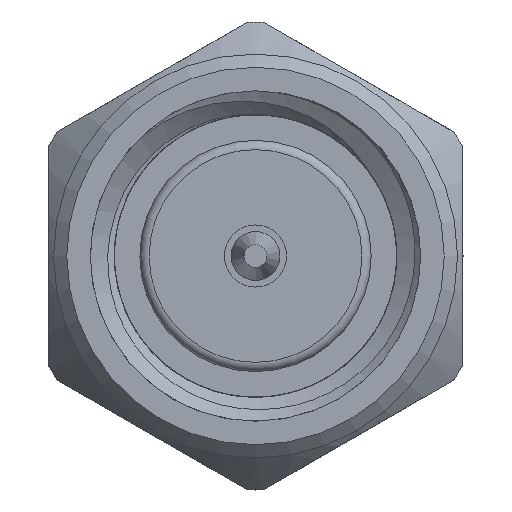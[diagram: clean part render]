
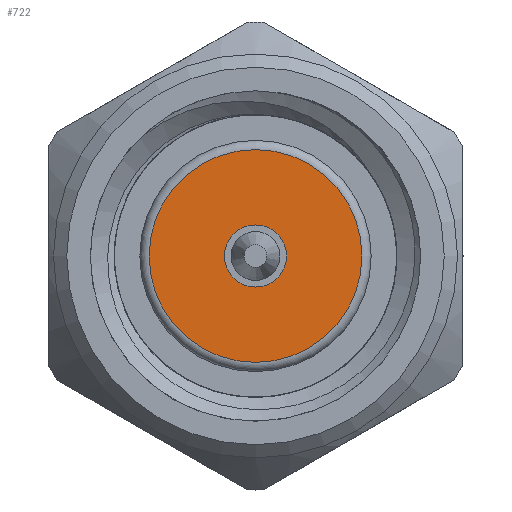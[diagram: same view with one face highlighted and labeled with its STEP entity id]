
A CAD part, left-side view. The second image highlights one B-rep face of the part: STEP entity #722.
In plain terms, the highlighted planar face has unit normal (-1, 0, 0).
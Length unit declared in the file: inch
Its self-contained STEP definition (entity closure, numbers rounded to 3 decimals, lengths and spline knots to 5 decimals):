
#106 = DIRECTION ( 'NONE',  ( 1., 0., 0. ) ) ;
#149 = DIRECTION ( 'NONE',  ( 0., 0., -1. ) ) ;
#680 = EDGE_CURVE ( 'NONE', #3683, #3683, #3929, .T. ) ;
#722 = ADVANCED_FACE ( 'NONE', ( #4008, #1289 ), #4559, .F. ) ;
#1289 = FACE_BOUND ( 'NONE', #4817, .T. ) ;
#2313 = DIRECTION ( 'NONE',  ( -1., 0., 0. ) ) ;
#2755 = AXIS2_PLACEMENT_3D ( 'NONE', #4119, #2313, #2776 ) ;
#2776 = DIRECTION ( 'NONE',  ( 0., 0., -1. ) ) ;
#3095 = EDGE_LOOP ( 'NONE', ( #4461 ) ) ;
#3476 = CARTESIAN_POINT ( 'NONE',  ( 0.1, 0., -0.0235 ) ) ;
#3481 = CIRCLE ( 'NONE', #5132, 0.0235 ) ;
#3683 = VERTEX_POINT ( 'NONE', #5862 ) ;
#3929 = CIRCLE ( 'NONE', #2755, 0.0805 ) ;
#4008 = FACE_OUTER_BOUND ( 'NONE', #3095, .T. ) ;
#4037 = DIRECTION ( 'NONE',  ( 0., 0., -1. ) ) ;
#4119 = CARTESIAN_POINT ( 'NONE',  ( 0.1, 0., 0. ) ) ;
#4461 = ORIENTED_EDGE ( 'NONE', *, *, #680, .T. ) ;
#4558 = CARTESIAN_POINT ( 'NONE',  ( 0.1, 0., 0. ) ) ;
#4559 = PLANE ( 'NONE',  #5946 ) ;
#4778 = VERTEX_POINT ( 'NONE', #3476 ) ;
#4817 = EDGE_LOOP ( 'NONE', ( #5840 ) ) ;
#5004 = CARTESIAN_POINT ( 'NONE',  ( 0.1, 0., 0. ) ) ;
#5132 = AXIS2_PLACEMENT_3D ( 'NONE', #4558, #5883, #4037 ) ;
#5504 = EDGE_CURVE ( 'NONE', #4778, #4778, #3481, .T. ) ;
#5840 = ORIENTED_EDGE ( 'NONE', *, *, #5504, .F. ) ;
#5862 = CARTESIAN_POINT ( 'NONE',  ( 0.1, 0., -0.0805 ) ) ;
#5883 = DIRECTION ( 'NONE',  ( -1., 0., 0. ) ) ;
#5946 = AXIS2_PLACEMENT_3D ( 'NONE', #5004, #106, #149 ) ;
